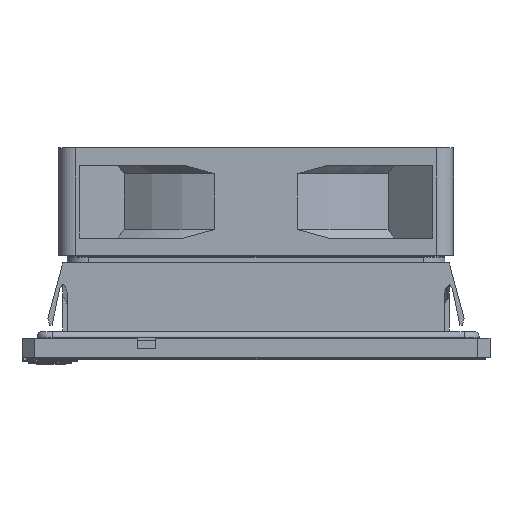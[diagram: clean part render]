
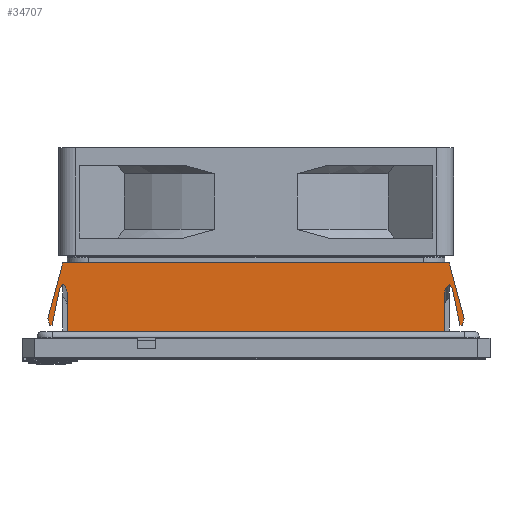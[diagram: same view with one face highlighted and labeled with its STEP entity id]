
A CAD part, left-side view. The second image highlights one B-rep face of the part: STEP entity #34707.
In plain terms, the highlighted planar face has unit normal (-1, 0, 0).
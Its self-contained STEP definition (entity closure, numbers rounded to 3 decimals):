
#705=ELLIPSE('',#37395,2.035,2.);
#708=ELLIPSE('',#37403,2.035,2.);
#2162=PLANE('',#37457);
#3550=FACE_OUTER_BOUND('',#5789,.T.);
#5789=EDGE_LOOP('',(#26790,#26791,#26792,#26793,#26794,#26795,#26796,#26797,
#26798,#26799,#26800,#26801,#26802,#26803,#26804,#26805));
#8073=LINE('',#66010,#10352);
#8089=LINE('',#66051,#10368);
#8099=LINE('',#66084,#10378);
#8105=LINE('',#66095,#10384);
#8106=LINE('',#66098,#10385);
#8109=LINE('',#66103,#10388);
#8112=LINE('',#66110,#10391);
#8116=LINE('',#66118,#10395);
#8119=LINE('',#66124,#10398);
#8122=LINE('',#66129,#10401);
#8169=LINE('',#66238,#10448);
#8179=LINE('',#66259,#10458);
#10352=VECTOR('',#44309,10.);
#10368=VECTOR('',#44351,10.);
#10378=VECTOR('',#44383,10.);
#10384=VECTOR('',#44391,10.);
#10385=VECTOR('',#44394,10.);
#10388=VECTOR('',#44399,10.);
#10391=VECTOR('',#44406,10.);
#10395=VECTOR('',#44412,10.);
#10398=VECTOR('',#44417,10.);
#10401=VECTOR('',#44422,10.);
#10448=VECTOR('',#44533,10.);
#10458=VECTOR('',#44561,10.);
#12359=CIRCLE('',#37400,2.);
#12360=CIRCLE('',#37406,2.);
#15116=VERTEX_POINT('',#65987);
#15127=VERTEX_POINT('',#66008);
#15136=VERTEX_POINT('',#66042);
#15137=VERTEX_POINT('',#66043);
#15142=VERTEX_POINT('',#66057);
#15145=VERTEX_POINT('',#66065);
#15146=VERTEX_POINT('',#66067);
#15147=VERTEX_POINT('',#66074);
#15150=VERTEX_POINT('',#66082);
#15151=VERTEX_POINT('',#66083);
#15155=VERTEX_POINT('',#66093);
#15156=VERTEX_POINT('',#66097);
#15158=VERTEX_POINT('',#66108);
#15159=VERTEX_POINT('',#66109);
#15162=VERTEX_POINT('',#66117);
#15164=VERTEX_POINT('',#66123);
#19169=EDGE_CURVE('',#15116,#15127,#8073,.T.);
#19185=EDGE_CURVE('',#15136,#15137,#705,.T.);
#19189=EDGE_CURVE('',#15127,#15137,#8089,.T.);
#19193=EDGE_CURVE('',#15136,#15142,#12359,.F.);
#19197=EDGE_CURVE('',#15146,#15145,#708,.F.);
#19201=EDGE_CURVE('',#15147,#15146,#12360,.F.);
#19205=EDGE_CURVE('',#15150,#15151,#8099,.T.);
#19211=EDGE_CURVE('',#15142,#15155,#8105,.T.);
#19212=EDGE_CURVE('',#15155,#15156,#8106,.T.);
#19215=EDGE_CURVE('',#15156,#15150,#8109,.T.);
#19218=EDGE_CURVE('',#15158,#15159,#8112,.T.);
#19222=EDGE_CURVE('',#15159,#15162,#8116,.T.);
#19225=EDGE_CURVE('',#15162,#15164,#8119,.T.);
#19228=EDGE_CURVE('',#15164,#15147,#8122,.T.);
#19283=EDGE_CURVE('',#15145,#15116,#8169,.T.);
#19293=EDGE_CURVE('',#15158,#15151,#8179,.T.);
#26790=ORIENTED_EDGE('',*,*,#19283,.T.);
#26791=ORIENTED_EDGE('',*,*,#19169,.T.);
#26792=ORIENTED_EDGE('',*,*,#19189,.T.);
#26793=ORIENTED_EDGE('',*,*,#19185,.F.);
#26794=ORIENTED_EDGE('',*,*,#19193,.T.);
#26795=ORIENTED_EDGE('',*,*,#19211,.T.);
#26796=ORIENTED_EDGE('',*,*,#19212,.T.);
#26797=ORIENTED_EDGE('',*,*,#19215,.T.);
#26798=ORIENTED_EDGE('',*,*,#19205,.T.);
#26799=ORIENTED_EDGE('',*,*,#19293,.F.);
#26800=ORIENTED_EDGE('',*,*,#19218,.T.);
#26801=ORIENTED_EDGE('',*,*,#19222,.T.);
#26802=ORIENTED_EDGE('',*,*,#19225,.T.);
#26803=ORIENTED_EDGE('',*,*,#19228,.T.);
#26804=ORIENTED_EDGE('',*,*,#19201,.T.);
#26805=ORIENTED_EDGE('',*,*,#19197,.T.);
#34707=ADVANCED_FACE('',(#3550),#2162,.T.);
#37395=AXIS2_PLACEMENT_3D('',#66044,#44343,#44344);
#37400=AXIS2_PLACEMENT_3D('',#66059,#44358,#44359);
#37403=AXIS2_PLACEMENT_3D('',#66068,#44366,#44367);
#37406=AXIS2_PLACEMENT_3D('',#66075,#44375,#44376);
#37457=AXIS2_PLACEMENT_3D('',#66258,#44559,#44560);
#44309=DIRECTION('',(0.,-1.,0.));
#44343=DIRECTION('center_axis',(-1.,0.,0.));
#44344=DIRECTION('ref_axis',(0.,0.,
1.));
#44351=DIRECTION('',(0.,0.,1.));
#44358=DIRECTION('center_axis',(-1.,0.,0.));
#44359=DIRECTION('ref_axis',(0.,-0.604,0.797));
#44366=DIRECTION('center_axis',(-1.,0.,0.));
#44367=DIRECTION('ref_axis',(0.,0.,
1.));
#44375=DIRECTION('center_axis',(-1.,0.,0.));
#44376=DIRECTION('ref_axis',(0.,0.604,0.797));
#44383=DIRECTION('',(0.,0.26,0.966));
#44391=DIRECTION('',(0.,-0.206,-0.979));
#44394=DIRECTION('',(0.,-1.,0.));
#44399=DIRECTION('',(0.,-0.316,0.949));
#44406=DIRECTION('',(0.,0.26,-0.966));
#44412=DIRECTION('',(0.,-0.316,-0.949));
#44417=DIRECTION('',(0.,-1.,0.));
#44422=DIRECTION('',(0.,-0.206,0.979));
#44533=DIRECTION('',(0.,0.,-1.));
#44559=DIRECTION('center_axis',(-1.,0.,0.));
#44560=DIRECTION('ref_axis',(0.,-1.,0.));
#44561=DIRECTION('',(0.,-1.,0.));
#65987=CARTESIAN_POINT('',(-33.137,37.177,-9.5));
#66008=CARTESIAN_POINT('',(-33.137,-50.823,-9.5));
#66010=CARTESIAN_POINT('',(-33.137,15.677,-9.5));
#66042=CARTESIAN_POINT('',(-33.137,-51.823,3.5));
#66043=CARTESIAN_POINT('',(-33.137,-50.823,1.738));
#66044=CARTESIAN_POINT('Origin',(-33.137,-52.823,1.738));
#66051=CARTESIAN_POINT('',(-33.137,-50.823,3.75));
#66057=CARTESIAN_POINT('',(-33.137,-52.572,2.318));
#66059=CARTESIAN_POINT('Origin',(-33.137,-50.614,1.906));
#66065=CARTESIAN_POINT('',(-33.137,37.177,1.738));
#66067=CARTESIAN_POINT('',(-33.137,38.177,3.5));
#66068=CARTESIAN_POINT('Origin',(-33.137,39.177,1.738));
#66074=CARTESIAN_POINT('',(-33.137,38.926,2.318));
#66075=CARTESIAN_POINT('Origin',(-33.137,36.969,1.906));
#66082=CARTESIAN_POINT('',(-33.137,-55.323,-4.5));
#66083=CARTESIAN_POINT('',(-33.137,-51.823,8.5));
#66084=CARTESIAN_POINT('',(-33.137,-55.323,-4.5));
#66093=CARTESIAN_POINT('',(-33.137,-54.323,-6.));
#66095=CARTESIAN_POINT('',(-33.137,-52.323,3.5));
#66097=CARTESIAN_POINT('',(-33.137,-54.823,-6.));
#66098=CARTESIAN_POINT('',(-33.137,-54.323,-6.));
#66103=CARTESIAN_POINT('',(-33.137,-54.823,-6.));
#66108=CARTESIAN_POINT('',(-33.137,38.177,8.5));
#66109=CARTESIAN_POINT('',(-33.137,41.677,-4.5));
#66110=CARTESIAN_POINT('',(-33.137,38.177,8.5));
#66117=CARTESIAN_POINT('',(-33.137,41.177,-6.));
#66118=CARTESIAN_POINT('',(-33.137,41.677,-4.5));
#66123=CARTESIAN_POINT('',(-33.137,40.677,-6.));
#66124=CARTESIAN_POINT('',(-33.137,41.177,-6.));
#66129=CARTESIAN_POINT('',(-33.137,40.677,-6.));
#66238=CARTESIAN_POINT('',(-33.137,37.177,3.75));
#66258=CARTESIAN_POINT('Origin',(-33.137,38.177,5.5));
#66259=CARTESIAN_POINT('',(-33.137,38.177,8.5));
